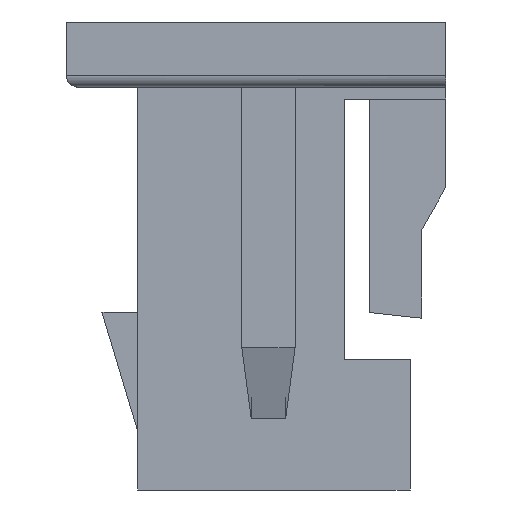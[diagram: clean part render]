
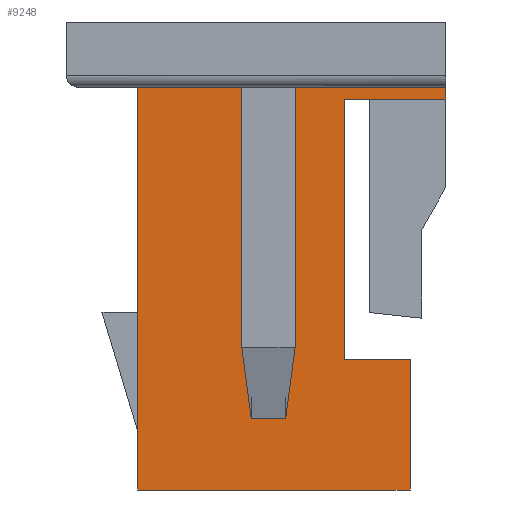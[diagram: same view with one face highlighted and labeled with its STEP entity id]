
A CAD part, left-side view. The second image highlights one B-rep face of the part: STEP entity #9248.
In plain terms, the highlighted planar face has unit normal (-1, 0, 0).
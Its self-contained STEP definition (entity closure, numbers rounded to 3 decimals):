
#1543=ORIENTED_EDGE('',*,*,#2930,.F.);
#1544=ORIENTED_EDGE('',*,*,#3821,.T.);
#1545=ORIENTED_EDGE('',*,*,#3822,.T.);
#1546=ORIENTED_EDGE('',*,*,#3823,.F.);
#1547=ORIENTED_EDGE('',*,*,#2817,.F.);
#1548=ORIENTED_EDGE('',*,*,#2773,.F.);
#1549=ORIENTED_EDGE('',*,*,#3824,.T.);
#1550=ORIENTED_EDGE('',*,*,#3825,.F.);
#1551=ORIENTED_EDGE('',*,*,#3826,.F.);
#1552=ORIENTED_EDGE('',*,*,#2769,.F.);
#1553=ORIENTED_EDGE('',*,*,#3056,.T.);
#1554=ORIENTED_EDGE('',*,*,#2970,.F.);
#2769=EDGE_CURVE('',#4125,#4126,#5015,.T.);
#2773=EDGE_CURVE('',#4129,#4130,#5019,.T.);
#2817=EDGE_CURVE('',#4130,#4164,#5059,.T.);
#2930=EDGE_CURVE('',#4273,#4274,#5172,.T.);
#2970=EDGE_CURVE('',#4274,#4305,#5212,.T.);
#3056=EDGE_CURVE('',#4125,#4305,#5298,.T.);
#3821=EDGE_CURVE('',#4273,#4913,#6063,.T.);
#3822=EDGE_CURVE('',#4913,#4914,#6064,.T.);
#3823=EDGE_CURVE('',#4164,#4914,#6065,.T.);
#3824=EDGE_CURVE('',#4129,#4915,#6066,.T.);
#3825=EDGE_CURVE('',#4916,#4915,#6067,.T.);
#3826=EDGE_CURVE('',#4126,#4916,#6068,.T.);
#4125=VERTEX_POINT('',#12225);
#4126=VERTEX_POINT('',#12227);
#4129=VERTEX_POINT('',#12233);
#4130=VERTEX_POINT('',#12235);
#4164=VERTEX_POINT('',#12322);
#4273=VERTEX_POINT('',#12546);
#4274=VERTEX_POINT('',#12548);
#4305=VERTEX_POINT('',#12628);
#4913=VERTEX_POINT('',#14271);
#4914=VERTEX_POINT('',#14273);
#4915=VERTEX_POINT('',#14276);
#4916=VERTEX_POINT('',#14278);
#5015=LINE('',#12226,#6365);
#5019=LINE('',#12234,#6369);
#5059=LINE('',#12321,#6409);
#5172=LINE('',#12547,#6522);
#5212=LINE('',#12627,#6562);
#5298=LINE('',#12786,#6648);
#6063=LINE('',#14270,#7413);
#6064=LINE('',#14272,#7414);
#6065=LINE('',#14274,#7415);
#6066=LINE('',#14275,#7416);
#6067=LINE('',#14277,#7417);
#6068=LINE('',#14279,#7418);
#6365=VECTOR('',#9971,1000.);
#6369=VECTOR('',#9975,1000.);
#6409=VECTOR('',#10041,1000.);
#6522=VECTOR('',#10160,1000.);
#6562=VECTOR('',#10218,1000.);
#6648=VECTOR('',#10306,1000.);
#7413=VECTOR('',#11437,1000.);
#7414=VECTOR('',#11438,1000.);
#7415=VECTOR('',#11439,1000.);
#7416=VECTOR('',#11440,1000.);
#7417=VECTOR('',#11441,1000.);
#7418=VECTOR('',#11442,1000.);
#7923=EDGE_LOOP('',(#1543,#1544,#1545,#1546,#1547,#1548,#1549,#1550,#1551,
#1552,#1553,#1554));
#8375=FACE_BOUND('',#7923,.T.);
#8812=PLANE('',#9708);
#9248=ADVANCED_FACE('',(#8375),#8812,.F.);
#9708=AXIS2_PLACEMENT_3D('',#14269,#11435,#11436);
#9971=DIRECTION('',(0.,-1.,0.));
#9975=DIRECTION('',(0.,-1.,0.));
#10041=DIRECTION('',(0.,0.,-1.));
#10160=DIRECTION('',(0.,0.,-1.));
#10218=DIRECTION('',(0.,1.,0.));
#10306=DIRECTION('',(0.,0.,-1.));
#11435=DIRECTION('',(1.,0.,0.));
#11436=DIRECTION('',(0.,0.,-1.));
#11437=DIRECTION('',(0.,1.,0.));
#11438=DIRECTION('',(0.,0.,1.));
#11439=DIRECTION('',(0.,1.,0.));
#11440=DIRECTION('',(0.,0.,-1.));
#11441=DIRECTION('',(0.,-1.,0.));
#11442=DIRECTION('',(0.,0.,-1.));
#12225=CARTESIAN_POINT('',(-7.1,1.,1.425));
#12226=CARTESIAN_POINT('',(-7.1,1.6,1.425));
#12227=CARTESIAN_POINT('',(-7.1,0.04,1.425));
#12233=CARTESIAN_POINT('',(-7.1,-0.25,1.425));
#12234=CARTESIAN_POINT('',(-7.1,-0.33,1.425));
#12235=CARTESIAN_POINT('',(-7.1,-1.6,1.425));
#12321=CARTESIAN_POINT('',(-7.1,-1.6,1.425));
#12322=CARTESIAN_POINT('',(-7.1,-1.6,1.325));
#12546=CARTESIAN_POINT('',(-7.1,-1.3,-0.875));
#12547=CARTESIAN_POINT('',(-7.1,-1.3,0.));
#12548=CARTESIAN_POINT('',(-7.1,-1.3,-1.975));
#12627=CARTESIAN_POINT('',(-7.1,-1.6,-1.975));
#12628=CARTESIAN_POINT('',(-7.1,1.,-1.975));
#12786=CARTESIAN_POINT('',(-7.1,1.,1.425));
#14269=CARTESIAN_POINT('',(-7.1,0.,0.));
#14270=CARTESIAN_POINT('',(-7.1,-1.85,-0.875));
#14271=CARTESIAN_POINT('',(-7.1,-0.75,-0.875));
#14272=CARTESIAN_POINT('',(-7.1,-0.75,-0.875));
#14273=CARTESIAN_POINT('',(-7.1,-0.75,1.325));
#14274=CARTESIAN_POINT('',(-7.1,-1.85,1.325));
#14275=CARTESIAN_POINT('',(-7.1,-0.25,1.425));
#14276=CARTESIAN_POINT('',(-7.1,-0.25,-1.375));
#14277=CARTESIAN_POINT('',(-7.1,0.12,-1.375));
#14278=CARTESIAN_POINT('',(-7.1,0.04,-1.375));
#14279=CARTESIAN_POINT('',(-7.1,0.04,1.425));
